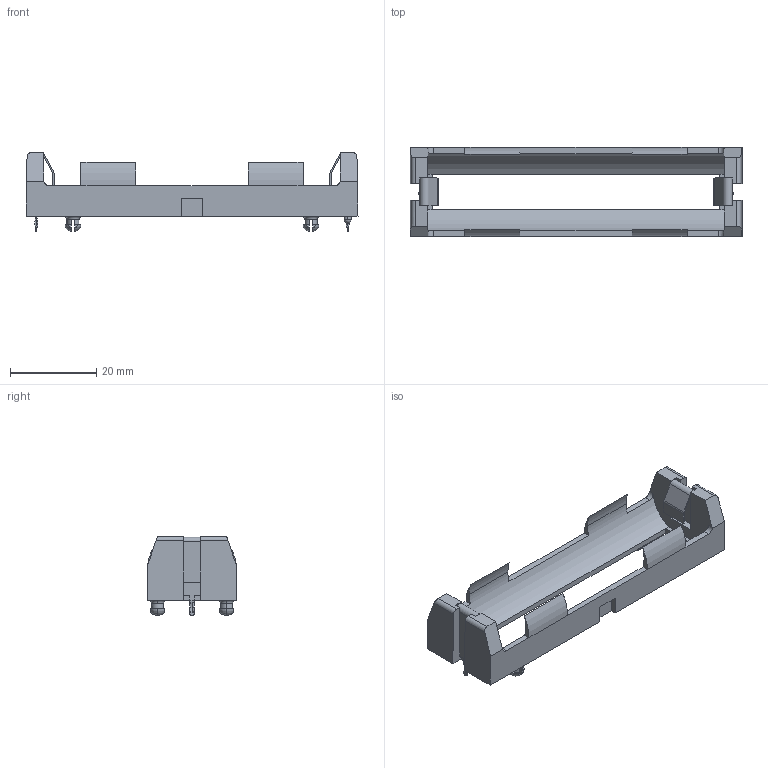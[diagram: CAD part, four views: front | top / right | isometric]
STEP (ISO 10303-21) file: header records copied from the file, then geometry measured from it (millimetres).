
FILE_DESCRIPTION(('FreeCAD Model'),'2;1');
FILE_NAME('Open CASCADE Shape Model','2025-02-15T20:30:57',(''),(''), 'Open CASCADE STEP processor 7.8','FreeCAD','Unknown');
FILE_SCHEMA(('AUTOMOTIVE_DESIGN { 1 0 10303 214 1 1 1 1 }'));
Length unit declared in the file: millimetre
Products named in the file (4): 1043003; 1043; 1043001; 1043002
Assembly tree (3 placements, depth 2):
  1043003
    1043
    1043001
    1043002
Bounding box: 77.06 x 20.65 x 18.41 mm (x, y, z)
Volume: 5697.8 mm3; surface area: 6220.1 mm2
Topology: 3 solids, 3 shells, 235 faces, 598 edges, 365 vertices
Faces by surface type: plane 153, cylinder 68, revolution 8, torus 4, sphere 2
Entity records: 7272 total; most frequent: CARTESIAN_POINT 1456, DIRECTION 1220, ORIENTED_EDGE 1192, EDGE_CURVE 596, AXIS2_PLACEMENT_3D 413, LINE 386, VECTOR 386, VERTEX_POINT 365
